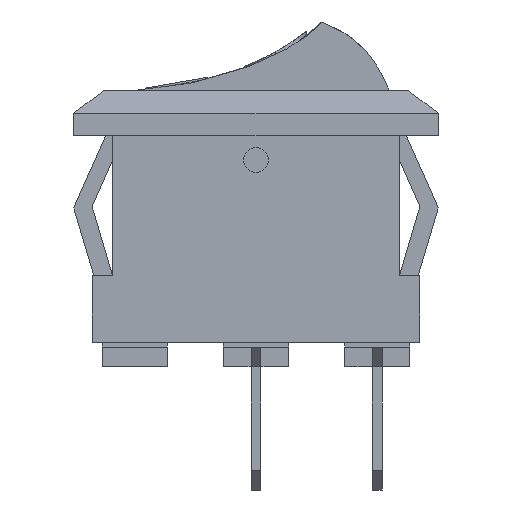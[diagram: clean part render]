
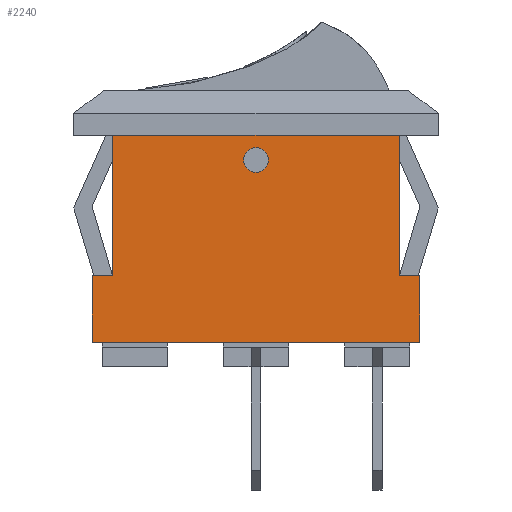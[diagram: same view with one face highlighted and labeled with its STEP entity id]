
A CAD part, left-side view. The second image highlights one B-rep face of the part: STEP entity #2240.
In plain terms, the highlighted planar face has unit normal (-1, 0, 0).
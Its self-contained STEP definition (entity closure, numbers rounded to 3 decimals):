
#22 = CARTESIAN_POINT ( 'NONE',  ( -4.25, 0., -1. ) ) ;
#45 = VECTOR ( 'NONE', #178, 1000. ) ;
#72 = VECTOR ( 'NONE', #3315, 1000. ) ;
#86 = VECTOR ( 'NONE', #1403, 1000. ) ;
#99 = VECTOR ( 'NONE', #2207, 1000. ) ;
#113 = ORIENTED_EDGE ( 'NONE', *, *, #3272, .T. ) ;
#143 = LINE ( 'NONE', #150, #45 ) ;
#150 = CARTESIAN_POINT ( 'NONE',  ( -4.25, 0., -5.7 ) ) ;
#172 = LINE ( 'NONE', #1597, #373 ) ;
#178 = DIRECTION ( 'NONE',  ( 0., 1., 0. ) ) ;
#224 = DIRECTION ( 'NONE',  ( 0., 0., 1. ) ) ;
#225 = DIRECTION ( 'NONE',  ( -1., 0., 0. ) ) ;
#230 = CARTESIAN_POINT ( 'NONE',  ( -4.25, 0., 0. ) ) ;
#239 = EDGE_CURVE ( 'NONE', #527, #343, #608, .T. ) ;
#240 = EDGE_CURVE ( 'NONE', #587, #1879, #3674, .T. ) ;
#259 = PLANE ( 'NONE',  #916 ) ;
#272 = FACE_BOUND ( 'NONE', #1689, .T. ) ;
#281 = FACE_OUTER_BOUND ( 'NONE', #1685, .T. ) ;
#290 = CARTESIAN_POINT ( 'NONE',  ( -4.25, 0., -5.7 ) ) ;
#306 = ORIENTED_EDGE ( 'NONE', *, *, #3732, .T. ) ;
#343 = VERTEX_POINT ( 'NONE', #1094 ) ;
#373 = VECTOR ( 'NONE', #2817, 1000. ) ;
#411 = CARTESIAN_POINT ( 'NONE',  ( -4.25, 0., -1.5 ) ) ;
#486 = DIRECTION ( 'NONE',  ( 0., 1., 0. ) ) ;
#527 = VERTEX_POINT ( 'NONE', #3307 ) ;
#534 = ORIENTED_EDGE ( 'NONE', *, *, #1626, .F. ) ;
#587 = VERTEX_POINT ( 'NONE', #2648 ) ;
#602 = CIRCLE ( 'NONE', #606, 0.5 ) ;
#606 = AXIS2_PLACEMENT_3D ( 'NONE', #1927, #641, #3448 ) ;
#608 = LINE ( 'NONE', #3424, #86 ) ;
#641 = DIRECTION ( 'NONE',  ( 1., 0., 0. ) ) ;
#877 = ORIENTED_EDGE ( 'NONE', *, *, #3057, .T. ) ;
#916 = AXIS2_PLACEMENT_3D ( 'NONE', #230, #225, #224 ) ;
#1012 = CARTESIAN_POINT ( 'NONE',  ( -4.25, 6.65, -5.7 ) ) ;
#1015 = CARTESIAN_POINT ( 'NONE',  ( -4.25, -5.825, -5.7 ) ) ;
#1062 = VECTOR ( 'NONE', #3105, 1000. ) ;
#1067 = CARTESIAN_POINT ( 'NONE',  ( -4.25, 5.825, -5.7 ) ) ;
#1094 = CARTESIAN_POINT ( 'NONE',  ( -4.25, 6.65, -8.4 ) ) ;
#1115 = EDGE_CURVE ( 'NONE', #3146, #527, #172, .T. ) ;
#1277 = EDGE_CURVE ( 'NONE', #1415, #3450, #602, .T. ) ;
#1403 = DIRECTION ( 'NONE',  ( 0., 1., 0. ) ) ;
#1415 = VERTEX_POINT ( 'NONE', #411 ) ;
#1446 = ORIENTED_EDGE ( 'NONE', *, *, #1115, .F. ) ;
#1449 = DIRECTION ( 'NONE',  ( 0., 1., 0. ) ) ;
#1509 = ORIENTED_EDGE ( 'NONE', *, *, #240, .F. ) ;
#1592 = ORIENTED_EDGE ( 'NONE', *, *, #1277, .T. ) ;
#1597 = CARTESIAN_POINT ( 'NONE',  ( -4.25, -6.65, -8.4 ) ) ;
#1626 = EDGE_CURVE ( 'NONE', #3255, #4020, #3363, .T. ) ;
#1685 = EDGE_LOOP ( 'NONE', ( #306, #1509, #3558, #534, #877, #2750, #2576, #1446 ) ) ;
#1689 = EDGE_LOOP ( 'NONE', ( #113, #1592 ) ) ;
#1818 = CARTESIAN_POINT ( 'NONE',  ( -4.25, 6.65, -5.7 ) ) ;
#1879 = VERTEX_POINT ( 'NONE', #2228 ) ;
#1927 = CARTESIAN_POINT ( 'NONE',  ( -4.25, 0., -1. ) ) ;
#1969 = VERTEX_POINT ( 'NONE', #1818 ) ;
#2021 = CARTESIAN_POINT ( 'NONE',  ( -4.25, 0., 0. ) ) ;
#2106 = LINE ( 'NONE', #290, #2841 ) ;
#2207 = DIRECTION ( 'NONE',  ( 0., 0., -1. ) ) ;
#2228 = CARTESIAN_POINT ( 'NONE',  ( -4.25, -5.825, -5.7 ) ) ;
#2240 = ADVANCED_FACE ( 'NONE', ( #281, #272 ), #259, .T. ) ;
#2308 = CARTESIAN_POINT ( 'NONE',  ( -4.25, 0., -0.5 ) ) ;
#2310 = CARTESIAN_POINT ( 'NONE',  ( -4.25, -6.65, -5.7 ) ) ;
#2511 = EDGE_CURVE ( 'NONE', #343, #1969, #3030, .T. ) ;
#2534 = CARTESIAN_POINT ( 'NONE',  ( -4.25, 5.825, 0. ) ) ;
#2576 = ORIENTED_EDGE ( 'NONE', *, *, #239, .F. ) ;
#2648 = CARTESIAN_POINT ( 'NONE',  ( -4.25, -5.825, 0. ) ) ;
#2750 = ORIENTED_EDGE ( 'NONE', *, *, #2511, .F. ) ;
#2817 = DIRECTION ( 'NONE',  ( 0., 0., -1. ) ) ;
#2841 = VECTOR ( 'NONE', #486, 1000. ) ;
#2950 = DIRECTION ( 'NONE',  ( 0., 0., 1. ) ) ;
#3030 = LINE ( 'NONE', #1012, #1062 ) ;
#3057 = EDGE_CURVE ( 'NONE', #3255, #1969, #2106, .T. ) ;
#3068 = CIRCLE ( 'NONE', #3077, 0.5 ) ;
#3077 = AXIS2_PLACEMENT_3D ( 'NONE', #22, #3192, #2950 ) ;
#3105 = DIRECTION ( 'NONE',  ( 0., 0., 1. ) ) ;
#3146 = VERTEX_POINT ( 'NONE', #2310 ) ;
#3192 = DIRECTION ( 'NONE',  ( 1., 0., 0. ) ) ;
#3255 = VERTEX_POINT ( 'NONE', #1067 ) ;
#3272 = EDGE_CURVE ( 'NONE', #3450, #1415, #3068, .T. ) ;
#3295 = LINE ( 'NONE', #2021, #3646 ) ;
#3307 = CARTESIAN_POINT ( 'NONE',  ( -4.25, -6.65, -8.4 ) ) ;
#3315 = DIRECTION ( 'NONE',  ( 0., 0., 1. ) ) ;
#3342 = CARTESIAN_POINT ( 'NONE',  ( -4.25, 5.825, 0. ) ) ;
#3363 = LINE ( 'NONE', #3342, #72 ) ;
#3424 = CARTESIAN_POINT ( 'NONE',  ( -4.25, 6.65, -8.4 ) ) ;
#3448 = DIRECTION ( 'NONE',  ( 0., 0., 1. ) ) ;
#3450 = VERTEX_POINT ( 'NONE', #2308 ) ;
#3558 = ORIENTED_EDGE ( 'NONE', *, *, #3580, .T. ) ;
#3580 = EDGE_CURVE ( 'NONE', #587, #4020, #3295, .T. ) ;
#3646 = VECTOR ( 'NONE', #1449, 1000. ) ;
#3674 = LINE ( 'NONE', #1015, #99 ) ;
#3732 = EDGE_CURVE ( 'NONE', #3146, #1879, #143, .T. ) ;
#4020 = VERTEX_POINT ( 'NONE', #2534 ) ;
